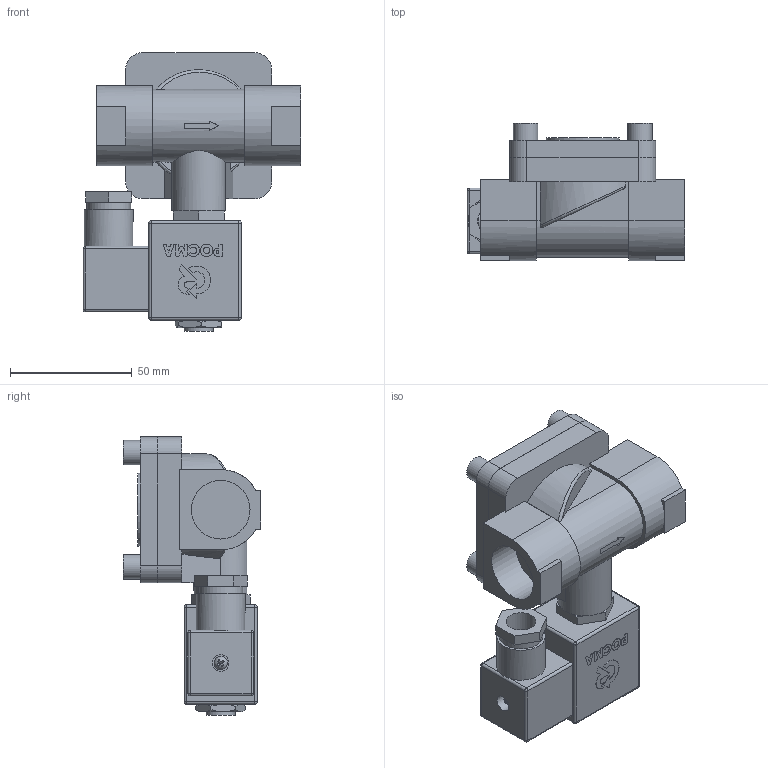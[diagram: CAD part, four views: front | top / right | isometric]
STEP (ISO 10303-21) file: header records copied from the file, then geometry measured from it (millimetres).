
FILE_DESCRIPTION(/* description */ ('СК-11-20-ВД'),/* implementation_level */ '2;1');
FILE_NAME(/* name */ 'СК-11-20-ВД.stp',/* time_stamp */ '2023-03-10T12:40:52+03:00',/* author */ ('Tech'),/* organization */ (''),/* preprocessor_version */ 'ST-DEVELOPER v18.1',/* originating_system */ 'Autodesk Inventor 2021',/* authorisation */ '');
FILE_SCHEMA (('AUTOMOTIVE_DESIGN { 1 0 10303 214 3 1 1 }'));
Length unit declared in the file: millimetre
Products named in the file (1): СК-11-20-ВД
Bounding box: 89.5 x 56.6 x 114.5 mm (x, y, z)
Volume: 171285.1 mm3; surface area: 49563.1 mm2
Topology: 3 solids, 3 shells, 365 faces, 916 edges, 594 vertices
Faces by surface type: plane 241, cylinder 90, cone 16, sphere 13, bspline 3, torus 2
Full cylindrical faces by diameter (mm): 2.584 x1, 3 x2, 4.5 x1, 5.115 x1, 5.5 x2, 6.8 x1, 10 x5, 10.106 x1, 12 x2, 12.3 x1, 13 x1, 16.5 x2, 16.7 x1, 18 x1, 20 x1, 22 x1, 24.117 x2, 30 x1
Entity records: 11194 total; most frequent: CARTESIAN_POINT 2234, DIRECTION 1864, ORIENTED_EDGE 1828, EDGE_CURVE 914, AXIS2_PLACEMENT_3D 640, VERTEX_POINT 594, LINE 584, VECTOR 584
